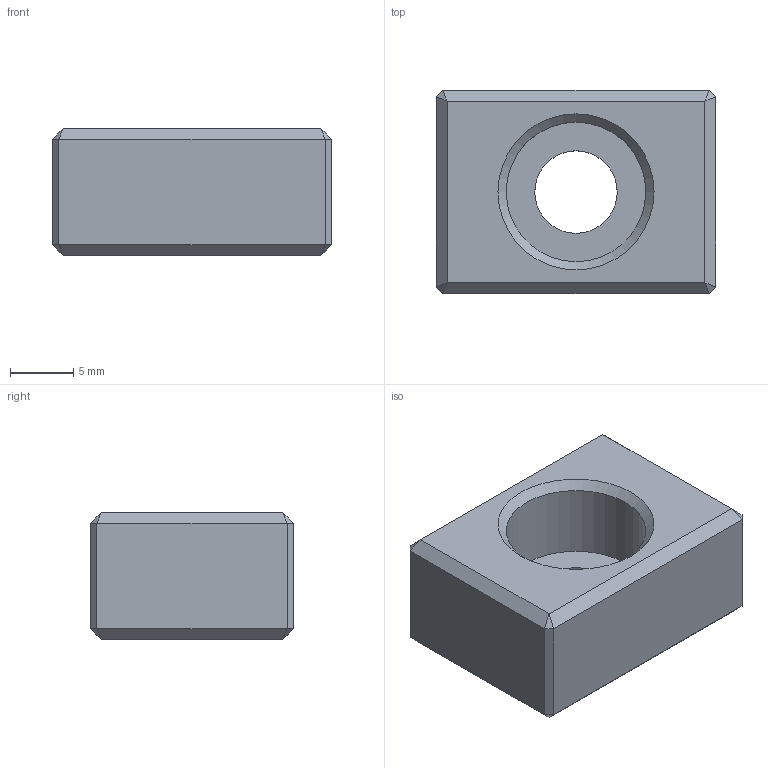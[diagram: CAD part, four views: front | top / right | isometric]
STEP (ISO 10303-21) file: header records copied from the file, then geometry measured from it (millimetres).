
FILE_DESCRIPTION( ( 'Unknown' ), '1' );
FILE_NAME( 'PT27-1610.stp', 'Unknown', ( 'Unknown' ), ( 'Unknown' ), 'XStep 1.0', 'Unknown', ' ' );
FILE_SCHEMA( ( 'CONFIG_CONTROL_DESIGN' ) );
Length unit declared in the file: millimetre
Products named in the file (1): 1
Bounding box: 22 x 16 x 10 mm (x, y, z)
Volume: 2718.2 mm3; surface area: 1586.2 mm2
Topology: 1 solids, 1 shells, 31 faces, 68 edges, 40 vertices
Faces by surface type: plane 27, cone 2, cylinder 2
Full cylindrical faces by diameter (mm): 6.5 x1, 11 x1
Entity records: 830 total; most frequent: CARTESIAN_POINT 132, DIRECTION 132, ORIENTED_EDGE 124, EDGE_CURVE 62, LINE 56, VECTOR 56, AXIS2_PLACEMENT_3D 38, EDGE_LOOP 38
